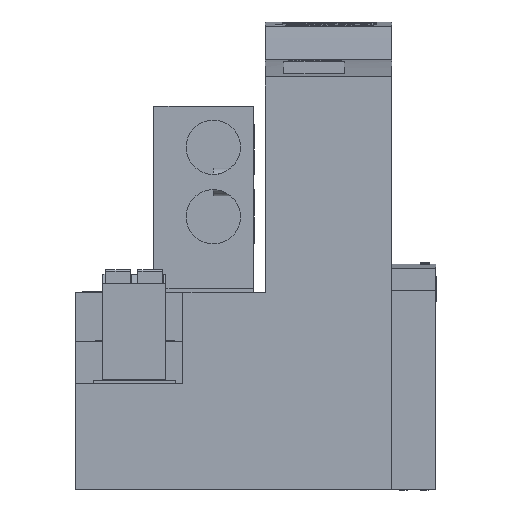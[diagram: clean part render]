
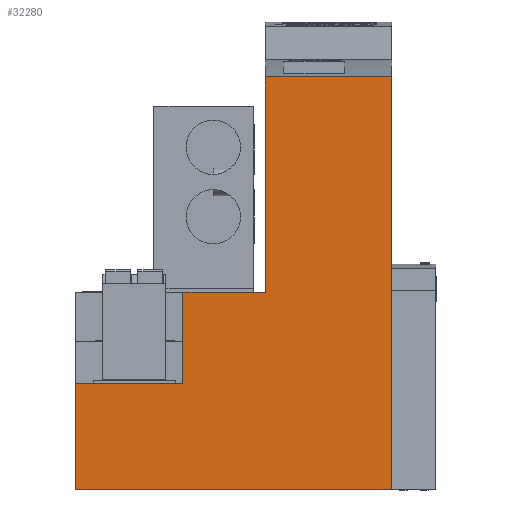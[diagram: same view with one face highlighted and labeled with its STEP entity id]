
A CAD part, front view. The second image highlights one B-rep face of the part: STEP entity #32280.
In plain terms, the highlighted planar face has unit normal (0, -1, 0).
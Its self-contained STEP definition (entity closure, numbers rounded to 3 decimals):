
#28708=PLANE('',#110815);
#32280=ADVANCED_FACE('',(#36976),#28708,.T.);
#36976=FACE_OUTER_BOUND('',#41040,.T.);
#41040=EDGE_LOOP('',(#65496,#65497,#65498,#65499,#65500,#65501,#65502,#65503));
#45957=LINE('',#135047,#55129);
#46183=LINE('',#135625,#55355);
#46227=LINE('',#135796,#55399);
#46371=LINE('',#136251,#55543);
#46375=LINE('',#136264,#55547);
#46376=LINE('',#136267,#55548);
#46377=LINE('',#136268,#55549);
#46378=LINE('',#136269,#55550);
#55129=VECTOR('',#115658,1.);
#55355=VECTOR('',#116032,1.);
#55399=VECTOR('',#116134,1.);
#55543=VECTOR('',#116384,1.);
#55547=VECTOR('',#116404,1.);
#55548=VECTOR('',#116405,1.);
#55549=VECTOR('',#116406,1.);
#55550=VECTOR('',#116407,1.);
#65496=ORIENTED_EDGE('',*,*,#94905,.T.);
#65497=ORIENTED_EDGE('',*,*,#94906,.T.);
#65498=ORIENTED_EDGE('',*,*,#94727,.T.);
#65499=ORIENTED_EDGE('',*,*,#94671,.F.);
#65500=ORIENTED_EDGE('',*,*,#94405,.F.);
#65501=ORIENTED_EDGE('',*,*,#94907,.F.);
#65502=ORIENTED_EDGE('',*,*,#94898,.F.);
#65503=ORIENTED_EDGE('',*,*,#94908,.F.);
#86953=VERTEX_POINT('',#135045);
#86955=VERTEX_POINT('',#135048);
#87177=VERTEX_POINT('',#135626);
#87211=VERTEX_POINT('',#135797);
#87351=VERTEX_POINT('',#136250);
#87352=VERTEX_POINT('',#136252);
#87353=VERTEX_POINT('',#136265);
#87354=VERTEX_POINT('',#136266);
#94405=EDGE_CURVE('',#86953,#86955,#45957,.T.);
#94671=EDGE_CURVE('',#86955,#87177,#46183,.T.);
#94727=EDGE_CURVE('',#87211,#87177,#46227,.T.);
#94898=EDGE_CURVE('',#87351,#87352,#46371,.T.);
#94905=EDGE_CURVE('',#87353,#87354,#46375,.T.);
#94906=EDGE_CURVE('',#87354,#87211,#46376,.T.);
#94907=EDGE_CURVE('',#87352,#86953,#46377,.T.);
#94908=EDGE_CURVE('',#87353,#87351,#46378,.T.);
#110815=AXIS2_PLACEMENT_3D('',#136270,#116408,#116409);
#115658=DIRECTION('',(1.,0.,0.));
#116032=DIRECTION('',(0.,0.,-1.));
#116134=DIRECTION('',(1.,0.,0.));
#116384=DIRECTION('',(1.,0.,0.));
#116404=DIRECTION('',(-1.,0.,0.));
#116405=DIRECTION('',(0.,0.,-1.));
#116406=DIRECTION('',(0.,0.,1.));
#116407=DIRECTION('',(0.,0.,1.));
#116408=DIRECTION('',(0.,-1.,0.));
#116409=DIRECTION('',(0.,0.,-1.));
#135045=CARTESIAN_POINT('',(-9.969,-76.6,58.308));
#135047=CARTESIAN_POINT('',(-40.,-76.6,58.308));
#135048=CARTESIAN_POINT('',(10.,-76.6,58.308));
#135625=CARTESIAN_POINT('',(10.,-76.6,58.308));
#135626=CARTESIAN_POINT('',(10.,-76.6,-7.));
#135796=CARTESIAN_POINT('',(-40.,-76.6,-7.));
#135797=CARTESIAN_POINT('',(-40.,-76.6,-7.));
#136250=CARTESIAN_POINT('',(-23.,-76.6,24.3));
#136251=CARTESIAN_POINT('',(-40.,-76.6,24.3));
#136252=CARTESIAN_POINT('',(-9.969,-76.6,24.3));
#136264=CARTESIAN_POINT('',(-23.,-76.6,9.8));
#136265=CARTESIAN_POINT('',(-23.,-76.6,9.8));
#136266=CARTESIAN_POINT('',(-40.,-76.6,9.8));
#136267=CARTESIAN_POINT('',(-40.,-76.6,58.308));
#136268=CARTESIAN_POINT('',(-9.969,-76.6,24.3));
#136269=CARTESIAN_POINT('',(-23.,-76.6,9.8));
#136270=CARTESIAN_POINT('',(-40.,-76.6,58.308));
